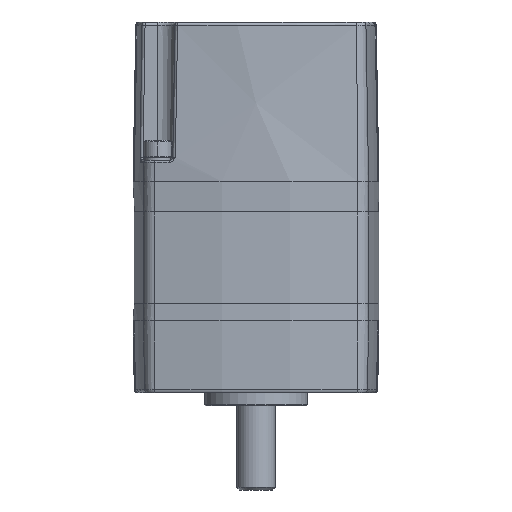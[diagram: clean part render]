
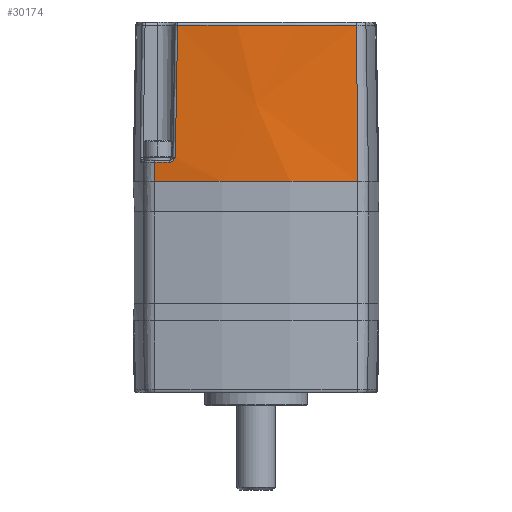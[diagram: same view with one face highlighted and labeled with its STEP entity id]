
A CAD part, front view. The second image highlights one B-rep face of the part: STEP entity #30174.
In plain terms, the highlighted conical face has half-angle 1 degrees and reference radius 122.426 mm.
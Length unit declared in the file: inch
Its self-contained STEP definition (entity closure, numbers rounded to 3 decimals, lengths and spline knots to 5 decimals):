
#115 = CARTESIAN_POINT ( 'NONE',  ( 0.79224, -1.11858, -0.53042 ) ) ;
#908 = CARTESIAN_POINT ( 'NONE',  ( 0.76437, -1.10764, -1.40623 ) ) ;
#1552 = ORIENTED_EDGE ( 'NONE', *, *, #11386, .F. ) ;
#3030 = CARTESIAN_POINT ( 'NONE',  ( 0.97814, -1.08446, -0.50535 ) ) ;
#3051 = CARTESIAN_POINT ( 'NONE',  ( 0.82625, -1.11324, -0.50668 ) ) ;
#3190 = CARTESIAN_POINT ( 'NONE',  ( 0.78939, -1.11898, -0.53468 ) ) ;
#4064 = AXIS2_PLACEMENT_3D ( 'NONE', #8076, #29561, #11193 ) ;
#4296 = VERTEX_POINT ( 'NONE', #34673 ) ;
#4641 = LINE ( 'NONE', #6432, #19092 ) ;
#5633 = DIRECTION ( 'NONE',  ( 1., 0., 0. ) ) ;
#6094 = CARTESIAN_POINT ( 'NONE',  ( 0.82138, -1.11406, -0.50807 ) ) ;
#6223 = CARTESIAN_POINT ( 'NONE',  ( 0.78678, -1.11933, -0.53909 ) ) ;
#6432 = CARTESIAN_POINT ( 'NONE',  ( -0.97613, -1.07472, -1.07526 ) ) ;
#8076 = CARTESIAN_POINT ( 'NONE',  ( 0., 3.6588, -1.83052 ) ) ;
#8546 = ORIENTED_EDGE ( 'NONE', *, *, #13366, .T. ) ;
#9187 = CARTESIAN_POINT ( 'NONE',  ( 0.81506, -1.11509, -0.51057 ) ) ;
#9322 = CARTESIAN_POINT ( 'NONE',  ( 0.78438, -1.11965, -0.54362 ) ) ;
#9366 = DIRECTION ( 'NONE',  ( 0., 0., -1. ) ) ;
#9540 = DIRECTION ( 'NONE',  ( 0.004, 0.017, -1. ) ) ;
#9921 = ORIENTED_EDGE ( 'NONE', *, *, #27960, .F. ) ;
#11172 = AXIS2_PLACEMENT_3D ( 'NONE', #15097, #36495, #18207 ) ;
#11193 = DIRECTION ( 'NONE',  ( -1., 0., 0. ) ) ;
#11370 = CIRCLE ( 'NONE', #31953, 4.84306 ) ;
#11386 = EDGE_CURVE ( 'NONE', #19634, #12079, #26684, .T. ) ;
#12059 = CIRCLE ( 'NONE', #4064, 4.81993 ) ;
#12079 = VERTEX_POINT ( 'NONE', #22550 ) ;
#12288 = CARTESIAN_POINT ( 'NONE',  ( 0.8064, -1.11647, -0.51581 ) ) ;
#12428 = CARTESIAN_POINT ( 'NONE',  ( 0.78215, -1.11993, -0.54824 ) ) ;
#12577 = VERTEX_POINT ( 'NONE', #35177 ) ;
#13366 = EDGE_CURVE ( 'NONE', #39302, #4296, #15265, .T. ) ;
#13858 = EDGE_CURVE ( 'NONE', #4296, #21496, #4641, .T. ) ;
#13972 = CONICAL_SURFACE ( 'NONE', #14123, 4.81993, 0.017 ) ;
#14123 = AXIS2_PLACEMENT_3D ( 'NONE', #24082, #14809, #5633 ) ;
#14809 = DIRECTION ( 'NONE',  ( 0., 0., 1. ) ) ;
#15018 = ORIENTED_EDGE ( 'NONE', *, *, #13858, .T. ) ;
#15097 = CARTESIAN_POINT ( 'NONE',  ( 0., 3.6588, -0.32 ) ) ;
#15265 = CIRCLE ( 'NONE', #11172, 4.8463 ) ;
#15385 = CARTESIAN_POINT ( 'NONE',  ( 0.79872, -1.11765, -0.52254 ) ) ;
#15506 = CARTESIAN_POINT ( 'NONE',  ( 0.78001, -1.1202, -0.55292 ) ) ;
#16910 = ORIENTED_EDGE ( 'NONE', *, *, #17448, .F. ) ;
#17448 = EDGE_CURVE ( 'NONE', #12577, #21496, #12059, .T. ) ;
#17941 = CARTESIAN_POINT ( 'NONE',  ( 0.97613, -1.07472, -1.07526 ) ) ;
#18207 = DIRECTION ( 'NONE',  ( 1., 0., 0. ) ) ;
#18364 = CARTESIAN_POINT ( 'NONE',  ( 0.83793, -1.11123, -0.50535 ) ) ;
#18493 = CARTESIAN_POINT ( 'NONE',  ( 0.79326, -1.11844, -0.52904 ) ) ;
#19092 = VECTOR ( 'NONE', #9540, 39.37008 ) ;
#19634 = VERTEX_POINT ( 'NONE', #32212 ) ;
#21462 = CARTESIAN_POINT ( 'NONE',  ( 0.83119, -1.1124, -0.50569 ) ) ;
#21496 = VERTEX_POINT ( 'NONE', #30208 ) ;
#21597 = CARTESIAN_POINT ( 'NONE',  ( 0.79031, -1.11885, -0.53324 ) ) ;
#22370 = CARTESIAN_POINT ( 'NONE',  ( 0.75693, -1.10133, -1.83052 ) ) ;
#22550 = CARTESIAN_POINT ( 'NONE',  ( 0.77932, -1.12028, -0.55448 ) ) ;
#24082 = CARTESIAN_POINT ( 'NONE',  ( 0., 3.6588, -1.83052 ) ) ;
#24545 = CARTESIAN_POINT ( 'NONE',  ( 0.82462, -1.11352, -0.50708 ) ) ;
#24675 = CARTESIAN_POINT ( 'NONE',  ( 0.78762, -1.11922, -0.5376 ) ) ;
#25398 = ORIENTED_EDGE ( 'NONE', *, *, #25539, .F. ) ;
#25474 = EDGE_LOOP ( 'NONE', ( #16910, #9921, #1552, #25398, #30494, #8546, #15018 ) ) ;
#25539 = EDGE_CURVE ( 'NONE', #37790, #19634, #11370, .T. ) ;
#26684 = B_SPLINE_CURVE_WITH_KNOTS ( 'NONE', 3,
 ( #18364, #36657, #21462, #3051, #24545, #6094, #27598, #9187, #30640, #12288, #33726, #15385, #36788, #18493, #115, #21597, #3190, #24675, #6223, #27732, #9322, #30772, #12428, #33864, #15506, #36910 ),
 .UNSPECIFIED., .F., .F.,
 ( 4, 2, 2, 2, 2, 2, 2, 2, 2, 2, 2, 2, 4 ),
 ( 0., 0.125, 0.1875, 0.25, 0.375, 0.5, 0.625, 0.6875, 0.75, 0.8125, 0.875, 0.9375, 1. ),
 .UNSPECIFIED. ) ;
#27598 = CARTESIAN_POINT ( 'NONE',  ( 0.81977, -1.11432, -0.50864 ) ) ;
#27732 = CARTESIAN_POINT ( 'NONE',  ( 0.78516, -1.11955, -0.5421 ) ) ;
#27780 = CARTESIAN_POINT ( 'NONE',  ( 0., 3.6588, -0.50535 ) ) ;
#27960 = EDGE_CURVE ( 'NONE', #12079, #12577, #38874, .T. ) ;
#28386 = CARTESIAN_POINT ( 'NONE',  ( 0.77184, -1.11396, -0.98088 ) ) ;
#29561 = DIRECTION ( 'NONE',  ( 0., 0., -1. ) ) ;
#30174 = ADVANCED_FACE ( 'NONE', ( #31227 ), #13972, .T. ) ;
#30208 = CARTESIAN_POINT ( 'NONE',  ( -0.97346, -1.06181, -1.83052 ) ) ;
#30494 = ORIENTED_EDGE ( 'NONE', *, *, #31204, .F. ) ;
#30640 = CARTESIAN_POINT ( 'NONE',  ( 0.81208, -1.11558, -0.51214 ) ) ;
#30772 = CARTESIAN_POINT ( 'NONE',  ( 0.78287, -1.11984, -0.5467 ) ) ;
#30817 = DIRECTION ( 'NONE',  ( -1., 0., 0. ) ) ;
#31204 = EDGE_CURVE ( 'NONE', #39302, #37790, #35943, .T. ) ;
#31227 = FACE_OUTER_BOUND ( 'NONE', #25474, .T. ) ;
#31953 = AXIS2_PLACEMENT_3D ( 'NONE', #27780, #9366, #30817 ) ;
#32212 = CARTESIAN_POINT ( 'NONE',  ( 0.83793, -1.11123, -0.50535 ) ) ;
#33726 = CARTESIAN_POINT ( 'NONE',  ( 0.80369, -1.11689, -0.51793 ) ) ;
#33864 = CARTESIAN_POINT ( 'NONE',  ( 0.78072, -1.12011, -0.55135 ) ) ;
#34518 = CARTESIAN_POINT ( 'NONE',  ( 0.77932, -1.12028, -0.55448 ) ) ;
#34673 = CARTESIAN_POINT ( 'NONE',  ( -0.97879, -1.08763, -0.32 ) ) ;
#35007 = VECTOR ( 'NONE', #36246, 39.37008 ) ;
#35177 = CARTESIAN_POINT ( 'NONE',  ( 0.75693, -1.10133, -1.83052 ) ) ;
#35943 = LINE ( 'NONE', #17941, #35007 ) ;
#36246 = DIRECTION ( 'NONE',  ( -0.004, 0.017, -1. ) ) ;
#36495 = DIRECTION ( 'NONE',  ( 0., 0., -1. ) ) ;
#36657 = CARTESIAN_POINT ( 'NONE',  ( 0.83453, -1.11182, -0.50535 ) ) ;
#36788 = CARTESIAN_POINT ( 'NONE',  ( 0.79643, -1.11798, -0.52504 ) ) ;
#36910 = CARTESIAN_POINT ( 'NONE',  ( 0.77932, -1.12028, -0.55448 ) ) ;
#37759 = CARTESIAN_POINT ( 'NONE',  ( 0.97879, -1.08763, -0.32 ) ) ;
#37790 = VERTEX_POINT ( 'NONE', #3030 ) ;
#38874 = B_SPLINE_CURVE_WITH_KNOTS ( 'NONE', 3,
 ( #34518, #28386, #908, #22370 ),
 .UNSPECIFIED., .F., .F.,
 ( 4, 4 ),
 ( 0., 1. ),
 .UNSPECIFIED. ) ;
#39302 = VERTEX_POINT ( 'NONE', #37759 ) ;
